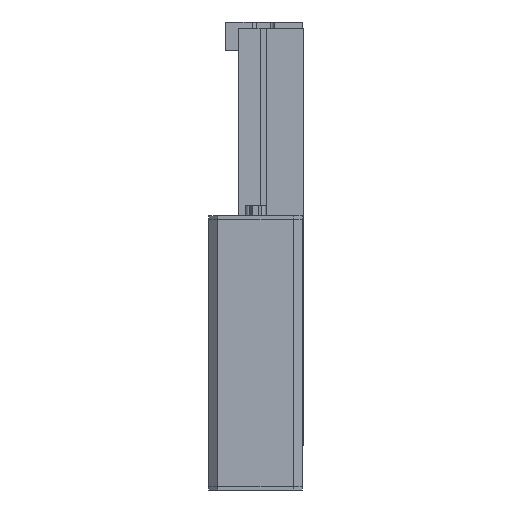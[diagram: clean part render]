
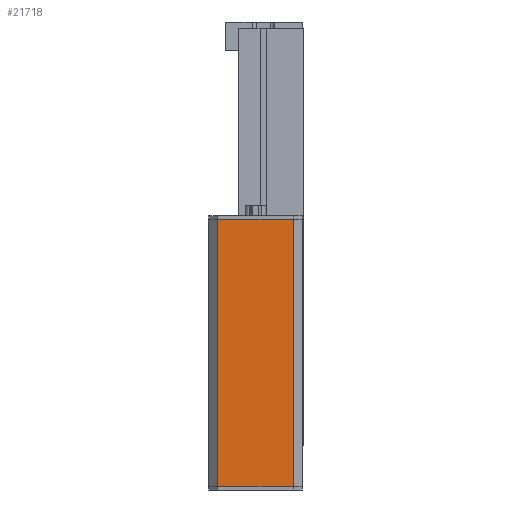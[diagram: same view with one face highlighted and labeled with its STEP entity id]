
A CAD part, left-side view. The second image highlights one B-rep face of the part: STEP entity #21718.
In plain terms, the highlighted face is planar.
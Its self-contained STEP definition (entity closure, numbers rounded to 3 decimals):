
#1232 = CARTESIAN_POINT ( 'NONE',  ( 41., 17., -91.25 ) ) ;
#2617 = ORIENTED_EDGE ( 'NONE', *, *, #14597, .F. ) ;
#2644 = VECTOR ( 'NONE', #19882, 1000. ) ;
#2692 = DIRECTION ( 'NONE',  ( -1., 0., 0. ) ) ;
#4260 = ORIENTED_EDGE ( 'NONE', *, *, #6515, .T. ) ;
#4694 = CARTESIAN_POINT ( 'NONE',  ( 41., -17., -91.25 ) ) ;
#5513 = LINE ( 'NONE', #16866, #13624 ) ;
#5770 = CARTESIAN_POINT ( 'NONE',  ( 41., 17., 28.5 ) ) ;
#6089 = EDGE_LOOP ( 'NONE', ( #4260, #10325, #14918, #2617 ) ) ;
#6515 = EDGE_CURVE ( 'NONE', #22473, #18890, #19900, .T. ) ;
#7323 = LINE ( 'NONE', #23736, #2644 ) ;
#7805 = DIRECTION ( 'NONE',  ( 0., -1., 0. ) ) ;
#7904 = VECTOR ( 'NONE', #11702, 1000. ) ;
#9265 = CARTESIAN_POINT ( 'NONE',  ( 41., 17., -91.25 ) ) ;
#10053 = DIRECTION ( 'NONE',  ( 0., 0., 1. ) ) ;
#10325 = ORIENTED_EDGE ( 'NONE', *, *, #23832, .F. ) ;
#10723 = VERTEX_POINT ( 'NONE', #15967 ) ;
#11702 = DIRECTION ( 'NONE',  ( 0., 0., 1. ) ) ;
#12328 = PLANE ( 'NONE',  #21832 ) ;
#12517 = VECTOR ( 'NONE', #20259, 1000. ) ;
#12686 = CARTESIAN_POINT ( 'NONE',  ( 41., -17., -91.25 ) ) ;
#13624 = VECTOR ( 'NONE', #7805, 1000. ) ;
#13875 = LINE ( 'NONE', #4694, #7904 ) ;
#14023 = FACE_OUTER_BOUND ( 'NONE', #6089, .T. ) ;
#14597 = EDGE_CURVE ( 'NONE', #22473, #16656, #5513, .T. ) ;
#14918 = ORIENTED_EDGE ( 'NONE', *, *, #20883, .F. ) ;
#15967 = CARTESIAN_POINT ( 'NONE',  ( 41., -17., 28.5 ) ) ;
#16656 = VERTEX_POINT ( 'NONE', #12686 ) ;
#16866 = CARTESIAN_POINT ( 'NONE',  ( 41., 17., -91.25 ) ) ;
#18890 = VERTEX_POINT ( 'NONE', #5770 ) ;
#19882 = DIRECTION ( 'NONE',  ( 0., 1., 0. ) ) ;
#19900 = LINE ( 'NONE', #9265, #12517 ) ;
#20259 = DIRECTION ( 'NONE',  ( 0., 0., 1. ) ) ;
#20883 = EDGE_CURVE ( 'NONE', #16656, #10723, #13875, .T. ) ;
#21718 = ADVANCED_FACE ( 'NONE', ( #14023 ), #12328, .F. ) ;
#21832 = AXIS2_PLACEMENT_3D ( 'NONE', #1232, #2692, #10053 ) ;
#22473 = VERTEX_POINT ( 'NONE', #23039 ) ;
#23039 = CARTESIAN_POINT ( 'NONE',  ( 41., 17., -91.25 ) ) ;
#23736 = CARTESIAN_POINT ( 'NONE',  ( 41., 17., 28.5 ) ) ;
#23832 = EDGE_CURVE ( 'NONE', #10723, #18890, #7323, .T. ) ;
